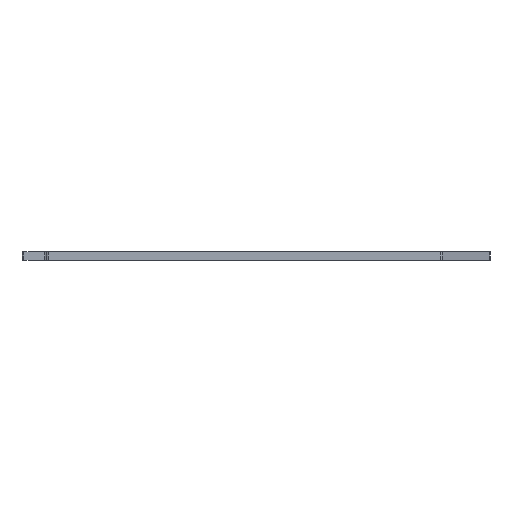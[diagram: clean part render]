
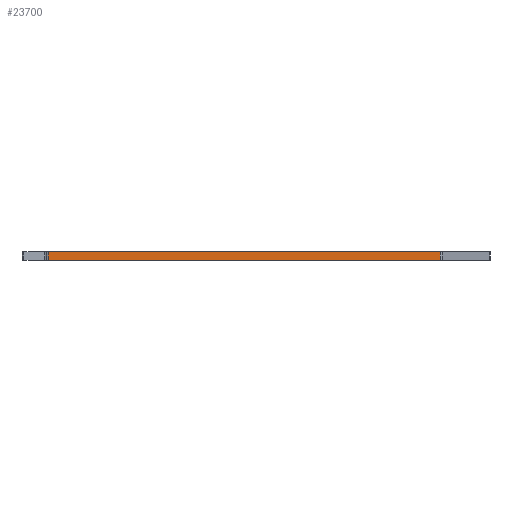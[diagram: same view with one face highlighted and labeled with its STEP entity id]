
A CAD part, left-side view. The second image highlights one B-rep face of the part: STEP entity #23700.
In plain terms, the highlighted planar face has unit normal (-1, 0, 0).
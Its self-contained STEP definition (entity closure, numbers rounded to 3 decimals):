
#83 = PLANE('',#84);
#84 = AXIS2_PLACEMENT_3D('',#85,#86,#87);
#85 = CARTESIAN_POINT('',(185.479,-110.844,1.6));
#86 = DIRECTION('',(0.,0.,1.));
#87 = DIRECTION('',(1.,0.,-0.));
#111 = CYLINDRICAL_SURFACE('',#112,0.356);
#112 = AXIS2_PLACEMENT_3D('',#113,#114,#115);
#113 = CARTESIAN_POINT('',(118.859,-73.533,0.));
#114 = DIRECTION('',(-0.,-0.,-1.));
#115 = DIRECTION('',(1.,0.,-0.));
#137 = PLANE('',#138);
#138 = AXIS2_PLACEMENT_3D('',#139,#140,#141);
#139 = CARTESIAN_POINT('',(185.479,-110.844,0.));
#140 = DIRECTION('',(0.,0.,1.));
#141 = DIRECTION('',(1.,0.,-0.));
#232 = VERTEX_POINT('',#233);
#233 = CARTESIAN_POINT('',(118.504,-73.533,1.6));
#255 = EDGE_CURVE('',#256,#232,#258,.T.);
#256 = VERTEX_POINT('',#257);
#257 = CARTESIAN_POINT('',(118.504,-73.533,0.));
#258 = SURFACE_CURVE('',#259,(#263,#270),.PCURVE_S1.);
#259 = LINE('',#260,#261);
#260 = CARTESIAN_POINT('',(118.504,-73.533,0.));
#261 = VECTOR('',#262,1.);
#262 = DIRECTION('',(0.,0.,1.));
#263 = PCURVE('',#111,#264);
#264 = DEFINITIONAL_REPRESENTATION('',(#265),#269);
#265 = LINE('',#266,#267);
#266 = CARTESIAN_POINT('',(-3.142,0.));
#267 = VECTOR('',#268,1.);
#268 = DIRECTION('',(-0.,-1.));
#269 = ( GEOMETRIC_REPRESENTATION_CONTEXT(2) 
PARAMETRIC_REPRESENTATION_CONTEXT() REPRESENTATION_CONTEXT('2D SPACE',''
  ) );
#270 = PCURVE('',#271,#276);
#271 = PLANE('',#272);
#272 = AXIS2_PLACEMENT_3D('',#273,#274,#275);
#273 = CARTESIAN_POINT('',(118.504,-73.533,0.));
#274 = DIRECTION('',(1.,0.,0.));
#275 = DIRECTION('',(0.,-1.,0.));
#276 = DEFINITIONAL_REPRESENTATION('',(#277),#281);
#277 = LINE('',#278,#279);
#278 = CARTESIAN_POINT('',(0.,0.));
#279 = VECTOR('',#280,1.);
#280 = DIRECTION('',(0.,-1.));
#281 = ( GEOMETRIC_REPRESENTATION_CONTEXT(2) 
PARAMETRIC_REPRESENTATION_CONTEXT() REPRESENTATION_CONTEXT('2D SPACE',''
  ) );
#310 = EDGE_CURVE('',#256,#311,#313,.T.);
#311 = VERTEX_POINT('',#312);
#312 = CARTESIAN_POINT('',(118.504,-149.301,0.));
#313 = SURFACE_CURVE('',#314,(#318,#325),.PCURVE_S1.);
#314 = LINE('',#315,#316);
#315 = CARTESIAN_POINT('',(118.504,-73.533,0.));
#316 = VECTOR('',#317,1.);
#317 = DIRECTION('',(0.,-1.,0.));
#318 = PCURVE('',#137,#319);
#319 = DEFINITIONAL_REPRESENTATION('',(#320),#324);
#320 = LINE('',#321,#322);
#321 = CARTESIAN_POINT('',(-66.975,37.311));
#322 = VECTOR('',#323,1.);
#323 = DIRECTION('',(0.,-1.));
#324 = ( GEOMETRIC_REPRESENTATION_CONTEXT(2) 
PARAMETRIC_REPRESENTATION_CONTEXT() REPRESENTATION_CONTEXT('2D SPACE',''
  ) );
#325 = PCURVE('',#271,#326);
#326 = DEFINITIONAL_REPRESENTATION('',(#327),#331);
#327 = LINE('',#328,#329);
#328 = CARTESIAN_POINT('',(0.,0.));
#329 = VECTOR('',#330,1.);
#330 = DIRECTION('',(1.,0.));
#331 = ( GEOMETRIC_REPRESENTATION_CONTEXT(2) 
PARAMETRIC_REPRESENTATION_CONTEXT() REPRESENTATION_CONTEXT('2D SPACE',''
  ) );
#350 = CYLINDRICAL_SURFACE('',#351,0.356);
#351 = AXIS2_PLACEMENT_3D('',#352,#353,#354);
#352 = CARTESIAN_POINT('',(118.859,-149.301,0.));
#353 = DIRECTION('',(-0.,-0.,-1.));
#354 = DIRECTION('',(1.,0.,-0.));
#13062 = EDGE_CURVE('',#232,#13063,#13065,.T.);
#13063 = VERTEX_POINT('',#13064);
#13064 = CARTESIAN_POINT('',(118.504,-149.301,1.6));
#13065 = SURFACE_CURVE('',#13066,(#13070,#13077),.PCURVE_S1.);
#13066 = LINE('',#13067,#13068);
#13067 = CARTESIAN_POINT('',(118.504,-73.533,1.6));
#13068 = VECTOR('',#13069,1.);
#13069 = DIRECTION('',(0.,-1.,0.));
#13070 = PCURVE('',#83,#13071);
#13071 = DEFINITIONAL_REPRESENTATION('',(#13072),#13076);
#13072 = LINE('',#13073,#13074);
#13073 = CARTESIAN_POINT('',(-66.975,37.311));
#13074 = VECTOR('',#13075,1.);
#13075 = DIRECTION('',(0.,-1.));
#13076 = ( GEOMETRIC_REPRESENTATION_CONTEXT(2) 
PARAMETRIC_REPRESENTATION_CONTEXT() REPRESENTATION_CONTEXT('2D SPACE',''
  ) );
#13077 = PCURVE('',#271,#13078);
#13078 = DEFINITIONAL_REPRESENTATION('',(#13079),#13083);
#13079 = LINE('',#13080,#13081);
#13080 = CARTESIAN_POINT('',(0.,-1.6));
#13081 = VECTOR('',#13082,1.);
#13082 = DIRECTION('',(1.,0.));
#13083 = ( GEOMETRIC_REPRESENTATION_CONTEXT(2) 
PARAMETRIC_REPRESENTATION_CONTEXT() REPRESENTATION_CONTEXT('2D SPACE',''
  ) );
#23700 = ADVANCED_FACE('',(#23701),#271,.F.);
#23701 = FACE_BOUND('',#23702,.F.);
#23702 = EDGE_LOOP('',(#23703,#23704,#23705,#23726));
#23703 = ORIENTED_EDGE('',*,*,#255,.T.);
#23704 = ORIENTED_EDGE('',*,*,#13062,.T.);
#23705 = ORIENTED_EDGE('',*,*,#23706,.F.);
#23706 = EDGE_CURVE('',#311,#13063,#23707,.T.);
#23707 = SURFACE_CURVE('',#23708,(#23712,#23719),.PCURVE_S1.);
#23708 = LINE('',#23709,#23710);
#23709 = CARTESIAN_POINT('',(118.504,-149.301,0.));
#23710 = VECTOR('',#23711,1.);
#23711 = DIRECTION('',(0.,0.,1.));
#23712 = PCURVE('',#271,#23713);
#23713 = DEFINITIONAL_REPRESENTATION('',(#23714),#23718);
#23714 = LINE('',#23715,#23716);
#23715 = CARTESIAN_POINT('',(75.768,0.));
#23716 = VECTOR('',#23717,1.);
#23717 = DIRECTION('',(0.,-1.));
#23718 = ( GEOMETRIC_REPRESENTATION_CONTEXT(2) 
PARAMETRIC_REPRESENTATION_CONTEXT() REPRESENTATION_CONTEXT('2D SPACE',''
  ) );
#23719 = PCURVE('',#350,#23720);
#23720 = DEFINITIONAL_REPRESENTATION('',(#23721),#23725);
#23721 = LINE('',#23722,#23723);
#23722 = CARTESIAN_POINT('',(-3.142,0.));
#23723 = VECTOR('',#23724,1.);
#23724 = DIRECTION('',(-0.,-1.));
#23725 = ( GEOMETRIC_REPRESENTATION_CONTEXT(2) 
PARAMETRIC_REPRESENTATION_CONTEXT() REPRESENTATION_CONTEXT('2D SPACE',''
  ) );
#23726 = ORIENTED_EDGE('',*,*,#310,.F.);
